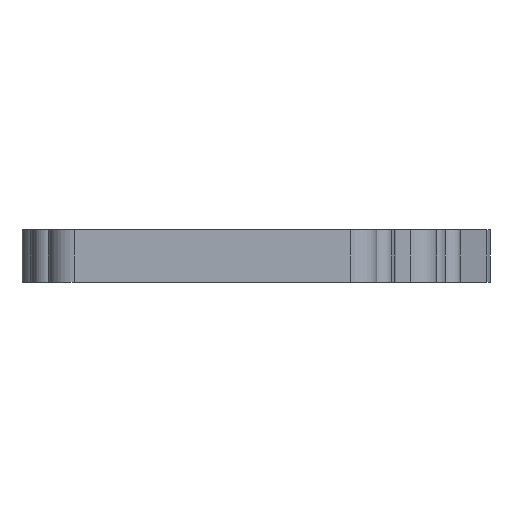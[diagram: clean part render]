
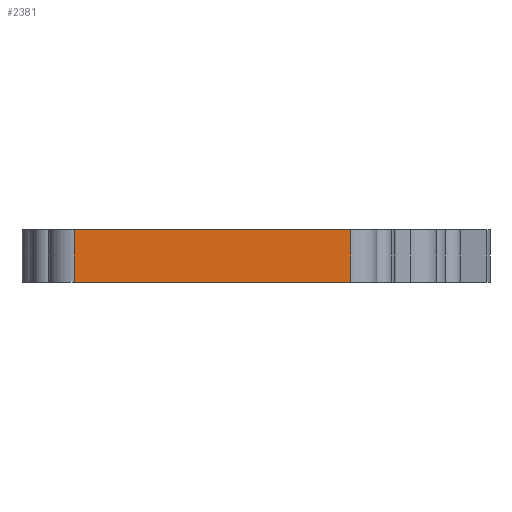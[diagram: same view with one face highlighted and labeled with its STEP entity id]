
A CAD part, left-side view. The second image highlights one B-rep face of the part: STEP entity #2381.
In plain terms, the highlighted planar face has unit normal (-1, 0, 0).
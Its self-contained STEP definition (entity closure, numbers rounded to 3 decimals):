
#212 = VECTOR ( 'NONE', #3739, 1000. ) ;
#753 = ORIENTED_EDGE ( 'NONE', *, *, #1218, .F. ) ;
#788 = VECTOR ( 'NONE', #2653, 1000. ) ;
#822 = CARTESIAN_POINT ( 'NONE',  ( -149.239, -94.406, 27.6 ) ) ;
#909 = DIRECTION ( 'NONE',  ( 0., 1., 0. ) ) ;
#942 = AXIS2_PLACEMENT_3D ( 'NONE', #1342, #2912, #4495 ) ;
#986 = CARTESIAN_POINT ( 'NONE',  ( -149.239, -94.406, 37.7 ) ) ;
#1022 = VECTOR ( 'NONE', #3029, 1000. ) ;
#1071 = CARTESIAN_POINT ( 'NONE',  ( -149.239, -119.034, 27.6 ) ) ;
#1082 = VERTEX_POINT ( 'NONE', #3273 ) ;
#1114 = EDGE_LOOP ( 'NONE', ( #2398, #753, #2495, #1626 ) ) ;
#1146 = LINE ( 'NONE', #3867, #788 ) ;
#1153 = CARTESIAN_POINT ( 'NONE',  ( -149.239, -153.601, 41.7 ) ) ;
#1218 = EDGE_CURVE ( 'NONE', #3124, #2660, #4597, .T. ) ;
#1342 = CARTESIAN_POINT ( 'NONE',  ( -149.239, -169.381, 37.7 ) ) ;
#1385 = FACE_OUTER_BOUND ( 'NONE', #1114, .T. ) ;
#1413 = VECTOR ( 'NONE', #909, 1000. ) ;
#1626 = ORIENTED_EDGE ( 'NONE', *, *, #1780, .T. ) ;
#1731 = LINE ( 'NONE', #986, #212 ) ;
#1780 = EDGE_CURVE ( 'NONE', #1082, #3538, #1867, .T. ) ;
#1867 = LINE ( 'NONE', #1153, #1022 ) ;
#2381 = ADVANCED_FACE ( 'NONE', ( #1385 ), #2513, .T. ) ;
#2398 = ORIENTED_EDGE ( 'NONE', *, *, #4096, .F. ) ;
#2495 = ORIENTED_EDGE ( 'NONE', *, *, #3841, .T. ) ;
#2513 = PLANE ( 'NONE',  #942 ) ;
#2653 = DIRECTION ( 'NONE',  ( 0., 0., 1. ) ) ;
#2660 = VERTEX_POINT ( 'NONE', #822 ) ;
#2912 = DIRECTION ( 'NONE',  ( -1., 0., 0. ) ) ;
#3029 = DIRECTION ( 'NONE',  ( 0., 1., 0. ) ) ;
#3124 = VERTEX_POINT ( 'NONE', #3951 ) ;
#3273 = CARTESIAN_POINT ( 'NONE',  ( -149.239, -169.381, 41.7 ) ) ;
#3538 = VERTEX_POINT ( 'NONE', #4416 ) ;
#3739 = DIRECTION ( 'NONE',  ( 0., 0., 1. ) ) ;
#3841 = EDGE_CURVE ( 'NONE', #3124, #1082, #1146, .T. ) ;
#3867 = CARTESIAN_POINT ( 'NONE',  ( -149.239, -169.381, 37.7 ) ) ;
#3951 = CARTESIAN_POINT ( 'NONE',  ( -149.239, -169.381, 27.6 ) ) ;
#4096 = EDGE_CURVE ( 'NONE', #2660, #3538, #1731, .T. ) ;
#4416 = CARTESIAN_POINT ( 'NONE',  ( -149.239, -94.406, 41.7 ) ) ;
#4495 = DIRECTION ( 'NONE',  ( 0., 0., -1. ) ) ;
#4597 = LINE ( 'NONE', #1071, #1413 ) ;
